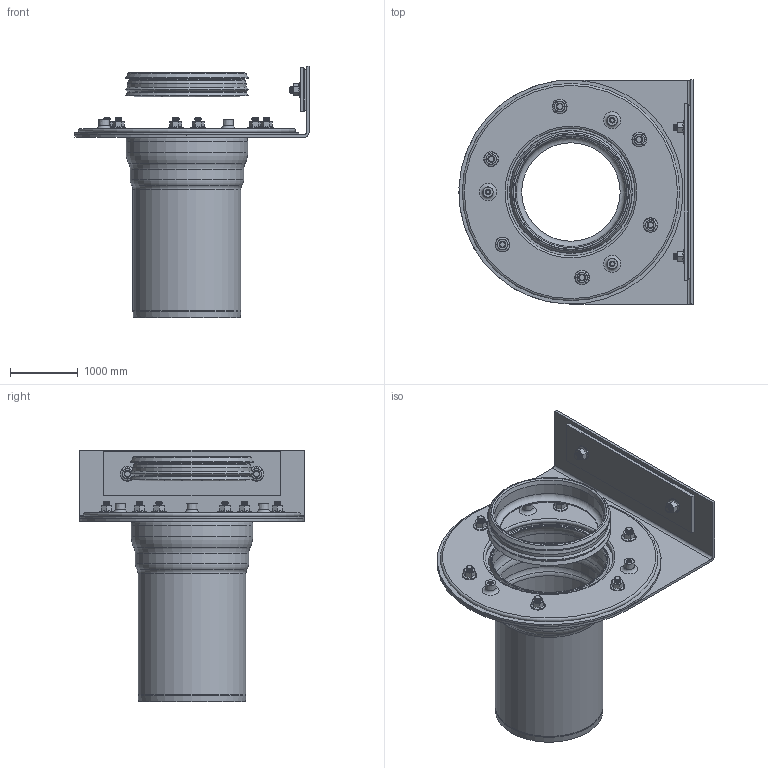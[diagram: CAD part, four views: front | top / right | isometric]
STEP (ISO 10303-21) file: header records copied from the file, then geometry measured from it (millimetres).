
FILE_DESCRIPTION(/* description */ (''),/* implementation_level */ '2;1');
FILE_NAME(/* name */ '21824.150X_3D.stp',/* time_stamp */ '2024-12-12T08:46:13+01:00',/* author */ ('CAD'),/* organization */ (''),/* preprocessor_version */ 'ST-DEVELOPER v20',/* originating_system */ 'AutoCAD Mechanical',/* authorisation */ '');
FILE_SCHEMA (('AUTOMOTIVE_DESIGN { 1 0 10303 214 3 1 1 }'));
Length unit declared in the file: centimetre
Products named in the file (2): Product; *S0
Assembly tree (1 placements, depth 2):
  Product
    *S0
Bounding box: 3449.99 x 3300 x 3709.99 mm (x, y, z)
Volume: 1435381277.4 mm3; surface area: 89018200.3 mm2
Topology: 26 solids, 26 shells, 591 faces, 1211 edges, 701 vertices
Faces by surface type: cone 332, plane 146, cylinder 81, torus 32
Full cylindrical faces by diameter (mm): 70 x12, 80 x18, 83.76 x8, 100 x8, 140 x6, 160 x10, 1450 x1, 1560 x1, 1590 x1, 1610 x1, 1640 x1, 1670 x1, 1690 x1, 1750 x2, 1760 x1, 1780 x1, 1790 x1, 1810 x2, 1900 x1, 3300 x1
Entity records: 15997 total; most frequent: CARTESIAN_POINT 3250, DIRECTION 2846, ORIENTED_EDGE 2422, EDGE_CURVE 1211, AXIS2_PLACEMENT_3D 1193, VERTEX_POINT 701, EDGE_LOOP 690, CIRCLE 599
